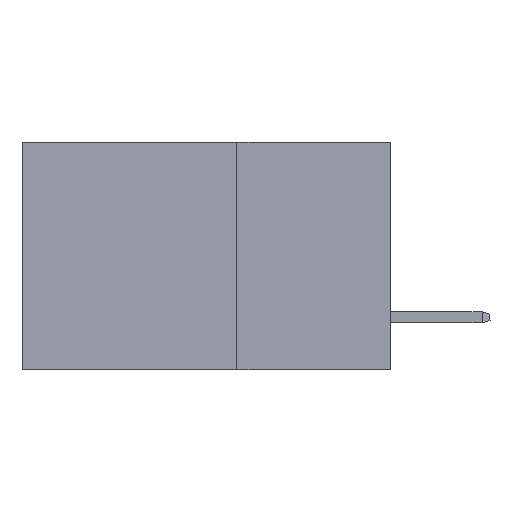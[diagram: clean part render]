
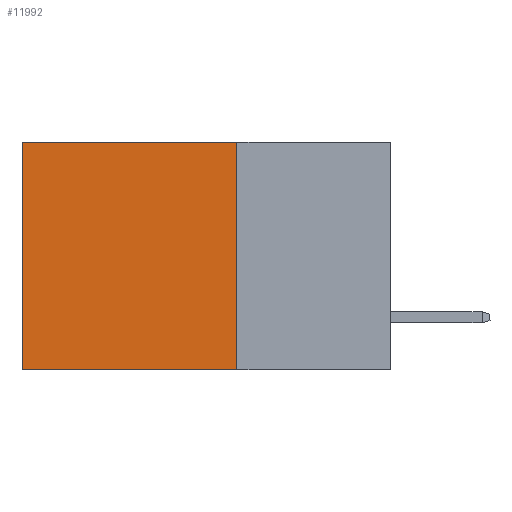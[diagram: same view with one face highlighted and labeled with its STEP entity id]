
A CAD part, left-side view. The second image highlights one B-rep face of the part: STEP entity #11992.
In plain terms, the highlighted planar face has unit normal (-1, 0, 0).
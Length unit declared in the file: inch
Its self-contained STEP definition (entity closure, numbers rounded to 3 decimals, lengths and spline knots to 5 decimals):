
#294 = DIRECTION ( 'NONE',  ( 0., 0., -1. ) ) ;
#753 = EDGE_CURVE ( 'NONE', #980, #15760, #16119, .T. ) ;
#980 = VERTEX_POINT ( 'NONE', #3564 ) ;
#1307 = ORIENTED_EDGE ( 'NONE', *, *, #753, .T. ) ;
#1644 = DIRECTION ( 'NONE',  ( 1., 0., 0. ) ) ;
#1711 = VECTOR ( 'NONE', #13824, 39.37008 ) ;
#2488 = EDGE_CURVE ( 'NONE', #14615, #980, #9099, .T. ) ;
#3011 = LINE ( 'NONE', #12813, #9969 ) ;
#3068 = CARTESIAN_POINT ( 'NONE',  ( 0.2875, 0.25, -0.37 ) ) ;
#3564 = CARTESIAN_POINT ( 'NONE',  ( 0.2875, 0.6, 0. ) ) ;
#4483 = CARTESIAN_POINT ( 'NONE',  ( 0.2875, 0.6, -0.37 ) ) ;
#5079 = CARTESIAN_POINT ( 'NONE',  ( 0.2875, 0.25, -0.37 ) ) ;
#5261 = CARTESIAN_POINT ( 'NONE',  ( 0.2875, 0.6, 0. ) ) ;
#6975 = FACE_OUTER_BOUND ( 'NONE', #10325, .T. ) ;
#8558 = CARTESIAN_POINT ( 'NONE',  ( 0.2875, 0.25, 0. ) ) ;
#9099 = LINE ( 'NONE', #13449, #1711 ) ;
#9236 = ORIENTED_EDGE ( 'NONE', *, *, #2488, .T. ) ;
#9337 = VECTOR ( 'NONE', #14842, 39.37008 ) ;
#9969 = VECTOR ( 'NONE', #14211, 39.37008 ) ;
#10258 = ORIENTED_EDGE ( 'NONE', *, *, #17586, .F. ) ;
#10325 = EDGE_LOOP ( 'NONE', ( #1307, #10258, #11699, #9236 ) ) ;
#11362 = DIRECTION ( 'NONE',  ( 0., 0., -1. ) ) ;
#11699 = ORIENTED_EDGE ( 'NONE', *, *, #12701, .F. ) ;
#11992 = ADVANCED_FACE ( 'NONE', ( #6975 ), #16880, .F. ) ;
#12440 = VECTOR ( 'NONE', #294, 39.37008 ) ;
#12701 = EDGE_CURVE ( 'NONE', #14615, #17025, #3011, .T. ) ;
#12813 = CARTESIAN_POINT ( 'NONE',  ( 0.2875, 0.25, 0. ) ) ;
#13449 = CARTESIAN_POINT ( 'NONE',  ( 0.2875, 0.25, 0. ) ) ;
#13824 = DIRECTION ( 'NONE',  ( 0., 1., 0. ) ) ;
#14211 = DIRECTION ( 'NONE',  ( 0., 0., -1. ) ) ;
#14615 = VERTEX_POINT ( 'NONE', #17110 ) ;
#14715 = AXIS2_PLACEMENT_3D ( 'NONE', #8558, #1644, #11362 ) ;
#14842 = DIRECTION ( 'NONE',  ( 0., 1., 0. ) ) ;
#15760 = VERTEX_POINT ( 'NONE', #4483 ) ;
#15870 = LINE ( 'NONE', #5079, #9337 ) ;
#16119 = LINE ( 'NONE', #5261, #12440 ) ;
#16880 = PLANE ( 'NONE',  #14715 ) ;
#17025 = VERTEX_POINT ( 'NONE', #3068 ) ;
#17110 = CARTESIAN_POINT ( 'NONE',  ( 0.2875, 0.25, 0. ) ) ;
#17586 = EDGE_CURVE ( 'NONE', #17025, #15760, #15870, .T. ) ;
